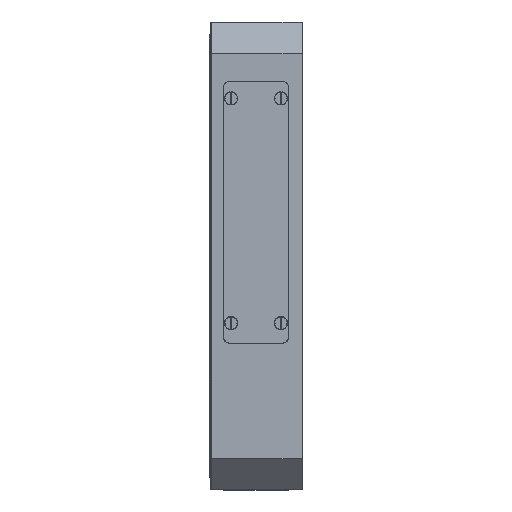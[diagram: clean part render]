
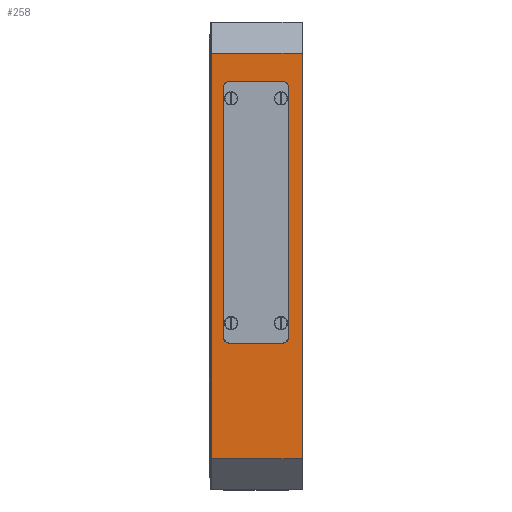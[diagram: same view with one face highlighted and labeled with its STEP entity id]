
A CAD part, left-side view. The second image highlights one B-rep face of the part: STEP entity #258.
In plain terms, the highlighted planar face has unit normal (-1, 0, 0).
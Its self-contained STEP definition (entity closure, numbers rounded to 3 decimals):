
#91 = EDGE_CURVE ( 'NONE', #19184, #13685, #9415, .T. ) ;
#254 = VERTEX_POINT ( 'NONE', #7365 ) ;
#258 = ADVANCED_FACE ( 'NONE', ( #9144, #15567 ), #19088, .F. ) ;
#724 = DIRECTION ( 'NONE',  ( 0., 0., -1. ) ) ;
#987 = CARTESIAN_POINT ( 'NONE',  ( -75., 0.2, -75. ) ) ;
#1049 = DIRECTION ( 'NONE',  ( 0., 0., -1. ) ) ;
#1225 = AXIS2_PLACEMENT_3D ( 'NONE', #18241, #14811, #4522 ) ;
#1328 = CARTESIAN_POINT ( 'NONE',  ( -75., 0.2, 65. ) ) ;
#1390 = DIRECTION ( 'NONE',  ( 0., 0., 1. ) ) ;
#2245 = EDGE_CURVE ( 'NONE', #254, #13578, #20305, .T. ) ;
#2461 = CARTESIAN_POINT ( 'NONE',  ( -75., 4.5, 56. ) ) ;
#2484 = DIRECTION ( 'NONE',  ( 1., 0., 0. ) ) ;
#2570 = EDGE_CURVE ( 'NONE', #6822, #15764, #15154, .T. ) ;
#2575 = VERTEX_POINT ( 'NONE', #7896 ) ;
#2657 = CARTESIAN_POINT ( 'NONE',  ( -75., 6.5, -28. ) ) ;
#2865 = VECTOR ( 'NONE', #16901, 1000. ) ;
#2888 = EDGE_CURVE ( 'NONE', #6822, #10893, #20775, .T. ) ;
#3048 = CARTESIAN_POINT ( 'NONE',  ( -75., 6.5, 54. ) ) ;
#3150 = CARTESIAN_POINT ( 'NONE',  ( -75., 4.5, -26. ) ) ;
#3343 = VERTEX_POINT ( 'NONE', #9052 ) ;
#3398 = EDGE_CURVE ( 'NONE', #13685, #21003, #15581, .T. ) ;
#3738 = DIRECTION ( 'NONE',  ( 1., 0., 0. ) ) ;
#3791 = ORIENTED_EDGE ( 'NONE', *, *, #5622, .F. ) ;
#3842 = CARTESIAN_POINT ( 'NONE',  ( -75., 25.5, -26. ) ) ;
#4018 = DIRECTION ( 'NONE',  ( 0., 0., -1. ) ) ;
#4117 = LINE ( 'NONE', #2461, #9085 ) ;
#4244 = CARTESIAN_POINT ( 'NONE',  ( -75., 23.5, -26. ) ) ;
#4522 = DIRECTION ( 'NONE',  ( 0., 0., -1. ) ) ;
#4774 = EDGE_CURVE ( 'NONE', #7244, #254, #17801, .T. ) ;
#5178 = CARTESIAN_POINT ( 'NONE',  ( -75., 29.3, -65. ) ) ;
#5234 = CARTESIAN_POINT ( 'NONE',  ( -75., 6.5, 56. ) ) ;
#5248 = VERTEX_POINT ( 'NONE', #6230 ) ;
#5405 = DIRECTION ( 'NONE',  ( 0., 1., 0. ) ) ;
#5564 = VECTOR ( 'NONE', #10953, 1000. ) ;
#5622 = EDGE_CURVE ( 'NONE', #9759, #3343, #4117, .T. ) ;
#5954 = CARTESIAN_POINT ( 'NONE',  ( -75., 22.5, -65. ) ) ;
#6183 = EDGE_CURVE ( 'NONE', #9759, #10893, #7949, .T. ) ;
#6230 = CARTESIAN_POINT ( 'NONE',  ( -75., 23.5, 56. ) ) ;
#6822 = VERTEX_POINT ( 'NONE', #17010 ) ;
#6973 = CARTESIAN_POINT ( 'NONE',  ( -75., 4.5, 56. ) ) ;
#7159 = CARTESIAN_POINT ( 'NONE',  ( -75., 22.5, -75. ) ) ;
#7217 = VECTOR ( 'NONE', #20671, 1000. ) ;
#7244 = VERTEX_POINT ( 'NONE', #8666 ) ;
#7318 = CARTESIAN_POINT ( 'NONE',  ( -75., 0.2, -40. ) ) ;
#7365 = CARTESIAN_POINT ( 'NONE',  ( -75., 0.2, -65. ) ) ;
#7521 = CARTESIAN_POINT ( 'NONE',  ( -75., 4.5, -28. ) ) ;
#7647 = VECTOR ( 'NONE', #17688, 1000. ) ;
#7709 = ORIENTED_EDGE ( 'NONE', *, *, #8216, .F. ) ;
#7714 = ORIENTED_EDGE ( 'NONE', *, *, #2888, .F. ) ;
#7896 = CARTESIAN_POINT ( 'NONE',  ( -75., 25.5, 54. ) ) ;
#7949 = CIRCLE ( 'NONE', #1225, 2. ) ;
#7968 = DIRECTION ( 'NONE',  ( 0., 0., 1. ) ) ;
#8216 = EDGE_CURVE ( 'NONE', #2575, #15764, #11812, .T. ) ;
#8666 = CARTESIAN_POINT ( 'NONE',  ( -75., 29.3, -65. ) ) ;
#8799 = EDGE_CURVE ( 'NONE', #2575, #5248, #16964, .T. ) ;
#8906 = ORIENTED_EDGE ( 'NONE', *, *, #8799, .T. ) ;
#9005 = EDGE_LOOP ( 'NONE', ( #7709, #8906, #20237, #20535, #3791, #19833, #7714, #19114 ) ) ;
#9052 = CARTESIAN_POINT ( 'NONE',  ( -75., 4.5, 54. ) ) ;
#9085 = VECTOR ( 'NONE', #15430, 1000. ) ;
#9144 = FACE_OUTER_BOUND ( 'NONE', #18824, .T. ) ;
#9415 = LINE ( 'NONE', #987, #19857 ) ;
#9759 = VERTEX_POINT ( 'NONE', #3150 ) ;
#9913 = VECTOR ( 'NONE', #11816, 1000. ) ;
#10266 = AXIS2_PLACEMENT_3D ( 'NONE', #20812, #12425, #4018 ) ;
#10371 = VERTEX_POINT ( 'NONE', #5234 ) ;
#10601 = CARTESIAN_POINT ( 'NONE',  ( -75., 22.5, 65. ) ) ;
#10893 = VERTEX_POINT ( 'NONE', #2657 ) ;
#10953 = DIRECTION ( 'NONE',  ( 0., -1., 0. ) ) ;
#11202 = EDGE_CURVE ( 'NONE', #19184, #13578, #17463, .T. ) ;
#11366 = ORIENTED_EDGE ( 'NONE', *, *, #12904, .T. ) ;
#11636 = CARTESIAN_POINT ( 'NONE',  ( -75., 0.2, 40. ) ) ;
#11812 = LINE ( 'NONE', #18557, #2865 ) ;
#11816 = DIRECTION ( 'NONE',  ( 0., 0., -1. ) ) ;
#11851 = AXIS2_PLACEMENT_3D ( 'NONE', #3048, #16324, #1049 ) ;
#12262 = CARTESIAN_POINT ( 'NONE',  ( -75., 0.2, -75. ) ) ;
#12425 = DIRECTION ( 'NONE',  ( 1., 0., 0. ) ) ;
#12904 = EDGE_CURVE ( 'NONE', #21003, #7244, #13693, .T. ) ;
#13188 = ORIENTED_EDGE ( 'NONE', *, *, #2245, .T. ) ;
#13578 = VERTEX_POINT ( 'NONE', #7318 ) ;
#13635 = ORIENTED_EDGE ( 'NONE', *, *, #91, .T. ) ;
#13685 = VERTEX_POINT ( 'NONE', #1328 ) ;
#13693 = LINE ( 'NONE', #5178, #9913 ) ;
#13766 = EDGE_CURVE ( 'NONE', #10371, #5248, #15501, .T. ) ;
#14514 = EDGE_CURVE ( 'NONE', #10371, #3343, #19589, .T. ) ;
#14811 = DIRECTION ( 'NONE',  ( 1., 0., 0. ) ) ;
#15154 = CIRCLE ( 'NONE', #17609, 2. ) ;
#15161 = ORIENTED_EDGE ( 'NONE', *, *, #3398, .T. ) ;
#15273 = VECTOR ( 'NONE', #1390, 1000. ) ;
#15430 = DIRECTION ( 'NONE',  ( 0., 0., 1. ) ) ;
#15501 = LINE ( 'NONE', #6973, #7217 ) ;
#15567 = FACE_BOUND ( 'NONE', #9005, .T. ) ;
#15581 = LINE ( 'NONE', #10601, #20166 ) ;
#15764 = VERTEX_POINT ( 'NONE', #3842 ) ;
#15838 = VECTOR ( 'NONE', #17250, 1000. ) ;
#16300 = DIRECTION ( 'NONE',  ( 0., 0., -1. ) ) ;
#16324 = DIRECTION ( 'NONE',  ( 1., 0., 0. ) ) ;
#16548 = CARTESIAN_POINT ( 'NONE',  ( -75., 0.2, -75. ) ) ;
#16901 = DIRECTION ( 'NONE',  ( 0., 0., -1. ) ) ;
#16964 = CIRCLE ( 'NONE', #10266, 2. ) ;
#17010 = CARTESIAN_POINT ( 'NONE',  ( -75., 23.5, -28. ) ) ;
#17250 = DIRECTION ( 'NONE',  ( 0., 0., -1. ) ) ;
#17463 = LINE ( 'NONE', #12262, #15838 ) ;
#17609 = AXIS2_PLACEMENT_3D ( 'NONE', #4244, #2484, #16300 ) ;
#17681 = CARTESIAN_POINT ( 'NONE',  ( -75., 29.3, 65. ) ) ;
#17688 = DIRECTION ( 'NONE',  ( 0., -1., 0. ) ) ;
#17801 = LINE ( 'NONE', #5954, #5564 ) ;
#18241 = CARTESIAN_POINT ( 'NONE',  ( -75., 6.5, -26. ) ) ;
#18429 = AXIS2_PLACEMENT_3D ( 'NONE', #7159, #3738, #724 ) ;
#18494 = ORIENTED_EDGE ( 'NONE', *, *, #4774, .T. ) ;
#18557 = CARTESIAN_POINT ( 'NONE',  ( -75., 25.5, 56. ) ) ;
#18593 = ORIENTED_EDGE ( 'NONE', *, *, #11202, .F. ) ;
#18824 = EDGE_LOOP ( 'NONE', ( #18494, #13188, #18593, #13635, #15161, #11366 ) ) ;
#19088 = PLANE ( 'NONE',  #18429 ) ;
#19114 = ORIENTED_EDGE ( 'NONE', *, *, #2570, .T. ) ;
#19184 = VERTEX_POINT ( 'NONE', #11636 ) ;
#19589 = CIRCLE ( 'NONE', #11851, 2. ) ;
#19833 = ORIENTED_EDGE ( 'NONE', *, *, #6183, .T. ) ;
#19857 = VECTOR ( 'NONE', #7968, 1000. ) ;
#20166 = VECTOR ( 'NONE', #5405, 1000. ) ;
#20237 = ORIENTED_EDGE ( 'NONE', *, *, #13766, .F. ) ;
#20305 = LINE ( 'NONE', #16548, #15273 ) ;
#20535 = ORIENTED_EDGE ( 'NONE', *, *, #14514, .T. ) ;
#20671 = DIRECTION ( 'NONE',  ( 0., 1., 0. ) ) ;
#20775 = LINE ( 'NONE', #7521, #7647 ) ;
#20812 = CARTESIAN_POINT ( 'NONE',  ( -75., 23.5, 54. ) ) ;
#21003 = VERTEX_POINT ( 'NONE', #17681 ) ;
